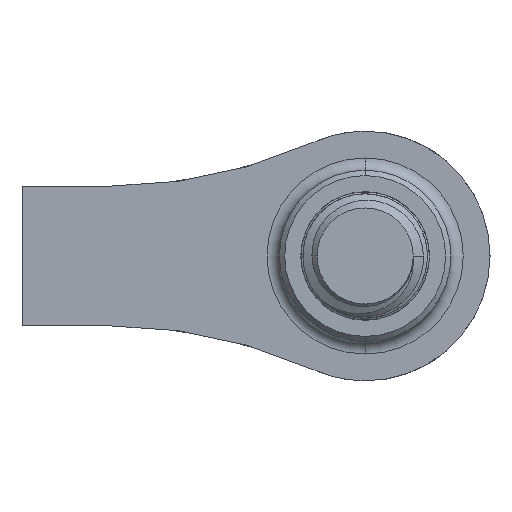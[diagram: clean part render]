
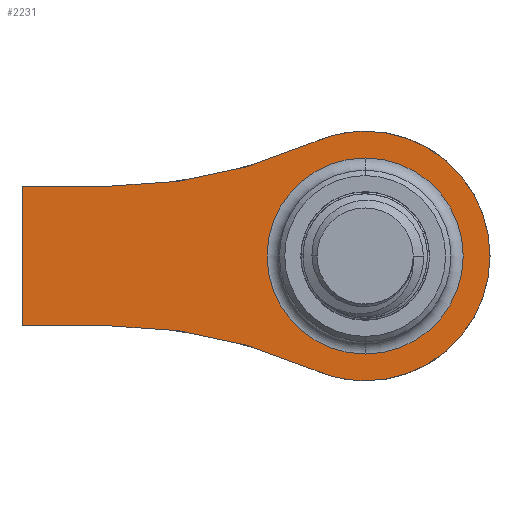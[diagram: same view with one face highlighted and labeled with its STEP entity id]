
A CAD part, left-side view. The second image highlights one B-rep face of the part: STEP entity #2231.
In plain terms, the highlighted planar face has unit normal (-1, 0, 0).
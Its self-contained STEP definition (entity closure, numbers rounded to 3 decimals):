
#2 = ORIENTED_EDGE ( 'NONE', *, *, #1627, .F. ) ;
#16 = DIRECTION ( 'NONE',  ( 0., 0., 1. ) ) ;
#57 = LINE ( 'NONE', #4370, #1192 ) ;
#81 = CIRCLE ( 'NONE', #3200, 11.643 ) ;
#214 = CARTESIAN_POINT ( 'NONE',  ( -7., 0., 9.143 ) ) ;
#218 = VERTEX_POINT ( 'NONE', #1866 ) ;
#221 = ORIENTED_EDGE ( 'NONE', *, *, #458, .F. ) ;
#283 = DIRECTION ( 'NONE',  ( -1., 0., 0. ) ) ;
#337 = CIRCLE ( 'NONE', #778, 11.643 ) ;
#371 = CIRCLE ( 'NONE', #467, 11.643 ) ;
#407 = ORIENTED_EDGE ( 'NONE', *, *, #3158, .F. ) ;
#458 = EDGE_CURVE ( 'NONE', #1296, #550, #2208, .T. ) ;
#467 = AXIS2_PLACEMENT_3D ( 'NONE', #689, #4089, #670 ) ;
#496 = CIRCLE ( 'NONE', #2139, 9.143 ) ;
#550 = VERTEX_POINT ( 'NONE', #1923 ) ;
#561 = CARTESIAN_POINT ( 'NONE',  ( -7., 24., -6.5 ) ) ;
#619 = DIRECTION ( 'NONE',  ( 0., 1., 0. ) ) ;
#670 = DIRECTION ( 'NONE',  ( 0., 0., -1. ) ) ;
#689 = CARTESIAN_POINT ( 'NONE',  ( -7., 0., 0. ) ) ;
#696 = EDGE_CURVE ( 'NONE', #550, #3230, #2465, .T. ) ;
#741 = DIRECTION ( 'NONE',  ( 0., 0., 1. ) ) ;
#778 = AXIS2_PLACEMENT_3D ( 'NONE', #2095, #3833, #3139 ) ;
#821 = EDGE_LOOP ( 'NONE', ( #3582, #2879 ) ) ;
#870 = ORIENTED_EDGE ( 'NONE', *, *, #4260, .F. ) ;
#906 = EDGE_LOOP ( 'NONE', ( #221, #1416, #2, #1446, #870, #407, #1694, #2931 ) ) ;
#915 = DIRECTION ( 'NONE',  ( -1., 0., 0. ) ) ;
#1074 = VERTEX_POINT ( 'NONE', #2825 ) ;
#1107 = DIRECTION ( 'NONE',  ( 0., 0., 1. ) ) ;
#1145 = AXIS2_PLACEMENT_3D ( 'NONE', #2937, #915, #3285 ) ;
#1157 = CIRCLE ( 'NONE', #2288, 46.927 ) ;
#1163 = CARTESIAN_POINT ( 'NONE',  ( -7., 24., 6.5 ) ) ;
#1192 = VECTOR ( 'NONE', #619, 1000. ) ;
#1219 = EDGE_CURVE ( 'NONE', #1074, #4334, #337, .T. ) ;
#1296 = VERTEX_POINT ( 'NONE', #2113 ) ;
#1363 = CARTESIAN_POINT ( 'NONE',  ( -7., 24., -53.427 ) ) ;
#1399 = AXIS2_PLACEMENT_3D ( 'NONE', #3744, #3530, #1107 ) ;
#1416 = ORIENTED_EDGE ( 'NONE', *, *, #2799, .F. ) ;
#1422 = DIRECTION ( 'NONE',  ( 0., 0., 1. ) ) ;
#1446 = ORIENTED_EDGE ( 'NONE', *, *, #1219, .F. ) ;
#1447 = VERTEX_POINT ( 'NONE', #3265 ) ;
#1480 = CARTESIAN_POINT ( 'NONE',  ( -7., 0., 0. ) ) ;
#1627 = EDGE_CURVE ( 'NONE', #4334, #4332, #1157, .T. ) ;
#1652 = FACE_OUTER_BOUND ( 'NONE', #906, .T. ) ;
#1694 = ORIENTED_EDGE ( 'NONE', *, *, #2324, .F. ) ;
#1716 = DIRECTION ( 'NONE',  ( -1., 0., 0. ) ) ;
#1825 = DIRECTION ( 'NONE',  ( 0., 0., -1. ) ) ;
#1842 = CARTESIAN_POINT ( 'NONE',  ( -7., 24., 6.5 ) ) ;
#1866 = CARTESIAN_POINT ( 'NONE',  ( -7., 0., 11.643 ) ) ;
#1923 = CARTESIAN_POINT ( 'NONE',  ( -7., 32., 6.5 ) ) ;
#2095 = CARTESIAN_POINT ( 'NONE',  ( -7., 0., 0. ) ) ;
#2113 = CARTESIAN_POINT ( 'NONE',  ( -7., 32., -6.5 ) ) ;
#2139 = AXIS2_PLACEMENT_3D ( 'NONE', #4028, #283, #1422 ) ;
#2208 = LINE ( 'NONE', #4052, #3923 ) ;
#2231 = ADVANCED_FACE ( 'NONE', ( #2439, #1652 ), #4229, .F. ) ;
#2288 = AXIS2_PLACEMENT_3D ( 'NONE', #1363, #1716, #16 ) ;
#2324 = EDGE_CURVE ( 'NONE', #3230, #2733, #2386, .T. ) ;
#2386 = CIRCLE ( 'NONE', #1399, 46.927 ) ;
#2439 = FACE_BOUND ( 'NONE', #821, .T. ) ;
#2465 = LINE ( 'NONE', #1163, #3654 ) ;
#2514 = CARTESIAN_POINT ( 'NONE',  ( -7., 24., -53.427 ) ) ;
#2730 = CARTESIAN_POINT ( 'NONE',  ( -7., 4.771, 10.621 ) ) ;
#2733 = VERTEX_POINT ( 'NONE', #2730 ) ;
#2799 = EDGE_CURVE ( 'NONE', #4332, #1296, #57, .T. ) ;
#2825 = CARTESIAN_POINT ( 'NONE',  ( -7., 0., -11.643 ) ) ;
#2848 = EDGE_CURVE ( 'NONE', #3337, #1447, #496, .T. ) ;
#2879 = ORIENTED_EDGE ( 'NONE', *, *, #4323, .F. ) ;
#2931 = ORIENTED_EDGE ( 'NONE', *, *, #696, .F. ) ;
#2937 = CARTESIAN_POINT ( 'NONE',  ( -7., 0., 0. ) ) ;
#3139 = DIRECTION ( 'NONE',  ( 0., 0., -1. ) ) ;
#3158 = EDGE_CURVE ( 'NONE', #2733, #218, #81, .T. ) ;
#3200 = AXIS2_PLACEMENT_3D ( 'NONE', #1480, #3860, #1825 ) ;
#3230 = VERTEX_POINT ( 'NONE', #1842 ) ;
#3265 = CARTESIAN_POINT ( 'NONE',  ( -7., 0., -9.143 ) ) ;
#3285 = DIRECTION ( 'NONE',  ( 0., 0., 1. ) ) ;
#3337 = VERTEX_POINT ( 'NONE', #214 ) ;
#3530 = DIRECTION ( 'NONE',  ( -1., 0., 0. ) ) ;
#3582 = ORIENTED_EDGE ( 'NONE', *, *, #2848, .F. ) ;
#3654 = VECTOR ( 'NONE', #4210, 1000. ) ;
#3705 = DIRECTION ( 'NONE',  ( 0., 0., 1. ) ) ;
#3744 = CARTESIAN_POINT ( 'NONE',  ( -7., 24., 53.427 ) ) ;
#3778 = CIRCLE ( 'NONE', #1145, 9.143 ) ;
#3833 = DIRECTION ( 'NONE',  ( 1., 0., 0. ) ) ;
#3860 = DIRECTION ( 'NONE',  ( 1., 0., 0. ) ) ;
#3923 = VECTOR ( 'NONE', #3705, 1000. ) ;
#4017 = AXIS2_PLACEMENT_3D ( 'NONE', #2514, #4107, #741 ) ;
#4028 = CARTESIAN_POINT ( 'NONE',  ( -7., 0., 0. ) ) ;
#4052 = CARTESIAN_POINT ( 'NONE',  ( -7., 32., 6.5 ) ) ;
#4089 = DIRECTION ( 'NONE',  ( 1., 0., 0. ) ) ;
#4107 = DIRECTION ( 'NONE',  ( 1., 0., 0. ) ) ;
#4210 = DIRECTION ( 'NONE',  ( 0., -1., 0. ) ) ;
#4229 = PLANE ( 'NONE',  #4017 ) ;
#4260 = EDGE_CURVE ( 'NONE', #218, #1074, #371, .T. ) ;
#4323 = EDGE_CURVE ( 'NONE', #1447, #3337, #3778, .T. ) ;
#4324 = CARTESIAN_POINT ( 'NONE',  ( -7., 4.771, -10.621 ) ) ;
#4332 = VERTEX_POINT ( 'NONE', #561 ) ;
#4334 = VERTEX_POINT ( 'NONE', #4324 ) ;
#4370 = CARTESIAN_POINT ( 'NONE',  ( -7., 24., -6.5 ) ) ;
